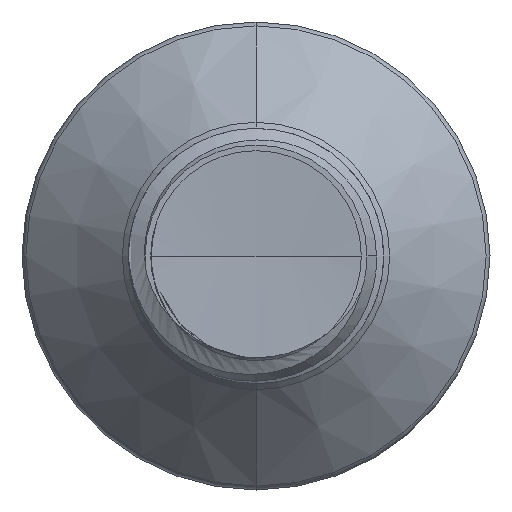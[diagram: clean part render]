
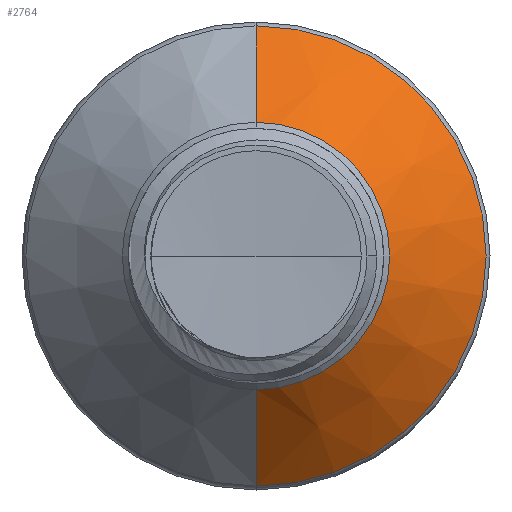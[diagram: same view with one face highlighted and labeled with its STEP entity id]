
A CAD part, front view. The second image highlights one B-rep face of the part: STEP entity #2764.
In plain terms, the highlighted conical face has half-angle 45 degrees and reference radius 1.571 mm.
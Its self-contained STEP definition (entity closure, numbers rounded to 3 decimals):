
#85 = CARTESIAN_POINT ( 'NONE',  ( 0., 9.293, 0. ) ) ;
#691 = FACE_OUTER_BOUND ( 'NONE', #26483, .T. ) ;
#2764 = ADVANCED_FACE ( 'NONE', ( #691 ), #18137, .T. ) ;
#3557 = DIRECTION ( 'NONE',  ( 0., 0.707, 0.707 ) ) ;
#4272 = VECTOR ( 'NONE', #20284, 1000. ) ;
#4310 = CARTESIAN_POINT ( 'NONE',  ( 0., 9.293, -1.571 ) ) ;
#5794 = VERTEX_POINT ( 'NONE', #17734 ) ;
#6145 = EDGE_CURVE ( 'NONE', #25658, #26025, #20258, .T. ) ;
#6814 = DIRECTION ( 'NONE',  ( 0., 1., 0. ) ) ;
#8146 = ORIENTED_EDGE ( 'NONE', *, *, #16127, .F. ) ;
#11638 = AXIS2_PLACEMENT_3D ( 'NONE', #85, #6814, #13944 ) ;
#11833 = AXIS2_PLACEMENT_3D ( 'NONE', #18018, #18053, #17982 ) ;
#12219 = CARTESIAN_POINT ( 'NONE',  ( 0., 10.427, 0. ) ) ;
#12551 = VERTEX_POINT ( 'NONE', #18623 ) ;
#12847 = ORIENTED_EDGE ( 'NONE', *, *, #6145, .T. ) ;
#13944 = DIRECTION ( 'NONE',  ( 0., 0., 1. ) ) ;
#14611 = DIRECTION ( 'NONE',  ( 0., 0., 1. ) ) ;
#16127 = EDGE_CURVE ( 'NONE', #5794, #12551, #24362, .T. ) ;
#16724 = EDGE_CURVE ( 'NONE', #26025, #12551, #22967, .T. ) ;
#17734 = CARTESIAN_POINT ( 'NONE',  ( 0., 10.427, 2.704 ) ) ;
#17982 = DIRECTION ( 'NONE',  ( 0., 0., 1. ) ) ;
#18018 = CARTESIAN_POINT ( 'NONE',  ( 0., 9.293, 0. ) ) ;
#18053 = DIRECTION ( 'NONE',  ( 0., 1., 0. ) ) ;
#18137 = CONICAL_SURFACE ( 'NONE', #11833, 1.571, 0.785 ) ;
#18623 = CARTESIAN_POINT ( 'NONE',  ( 0., 10.427, -2.704 ) ) ;
#18686 = EDGE_CURVE ( 'NONE', #25658, #5794, #23305, .T. ) ;
#20258 = CIRCLE ( 'NONE', #11638, 1.571 ) ;
#20284 = DIRECTION ( 'NONE',  ( 0., 0.707, -0.707 ) ) ;
#20385 = AXIS2_PLACEMENT_3D ( 'NONE', #12219, #27924, #14611 ) ;
#21822 = ORIENTED_EDGE ( 'NONE', *, *, #16724, .T. ) ;
#22561 = CARTESIAN_POINT ( 'NONE',  ( 0., 9.293, 1.571 ) ) ;
#22967 = LINE ( 'NONE', #26755, #4272 ) ;
#23305 = LINE ( 'NONE', #26688, #27604 ) ;
#23677 = ORIENTED_EDGE ( 'NONE', *, *, #18686, .F. ) ;
#24362 = CIRCLE ( 'NONE', #20385, 2.704 ) ;
#25658 = VERTEX_POINT ( 'NONE', #22561 ) ;
#26025 = VERTEX_POINT ( 'NONE', #4310 ) ;
#26483 = EDGE_LOOP ( 'NONE', ( #12847, #21822, #8146, #23677 ) ) ;
#26688 = CARTESIAN_POINT ( 'NONE',  ( 0., 9.293, 1.571 ) ) ;
#26755 = CARTESIAN_POINT ( 'NONE',  ( 0., 9.293, -1.571 ) ) ;
#27604 = VECTOR ( 'NONE', #3557, 1000. ) ;
#27924 = DIRECTION ( 'NONE',  ( 0., 1., 0. ) ) ;
